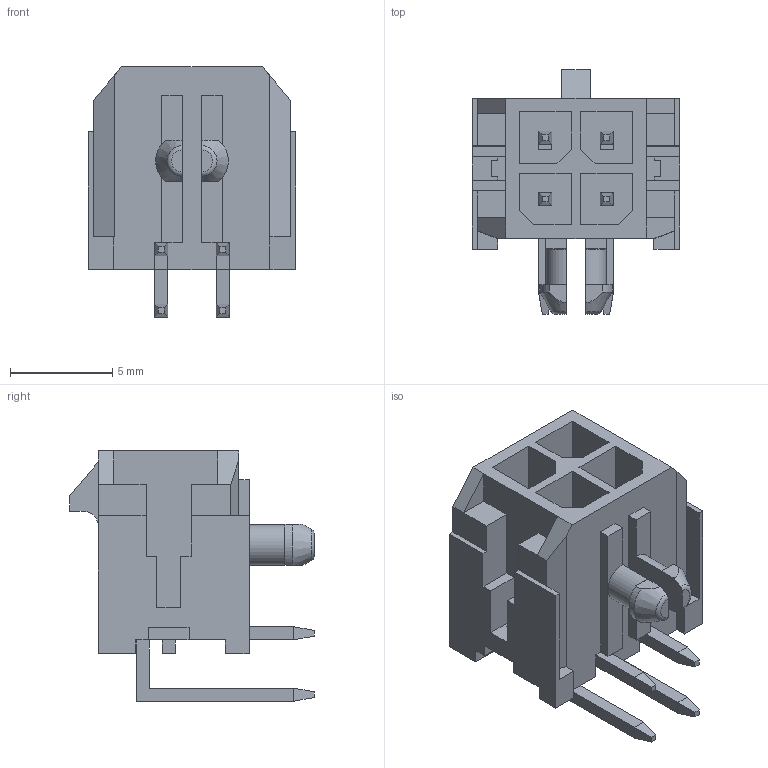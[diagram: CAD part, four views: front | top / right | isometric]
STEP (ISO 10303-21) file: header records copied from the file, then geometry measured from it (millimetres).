
FILE_DESCRIPTION(/* description */ (''),/* implementation_level */ '2;1');
FILE_NAME(/* name */ '430450400.step',/* time_stamp */ '2023-11-10T20:58:46-05:00',/* author */ (''),/* organization */ (''),/* preprocessor_version */ 'ST-DEVELOPER v20',/* originating_system */ 'Autodesk Translation Framework v12.14.0.127',/* authorisation */ '');
FILE_SCHEMA (('AUTOMOTIVE_DESIGN { 1 0 10303 214 3 1 1 }'));
Length unit declared in the file: millimetre
Products named in the file (1): (Unsaved)
Bounding box: 10.15 x 11.95 x 12.24 mm (x, y, z)
Volume: 454.5 mm3; surface area: 1045.5 mm2
Topology: 5 solids, 5 shells, 263 faces, 697 edges, 445 vertices
Faces by surface type: plane 254, cylinder 5, cone 2, torus 2
Entity records: 7974 total; most frequent: CARTESIAN_POINT 1414, ORIENTED_EDGE 1394, DIRECTION 1241, EDGE_CURVE 697, LINE 673, VECTOR 673, VERTEX_POINT 445, AXIS2_PLACEMENT_3D 284
